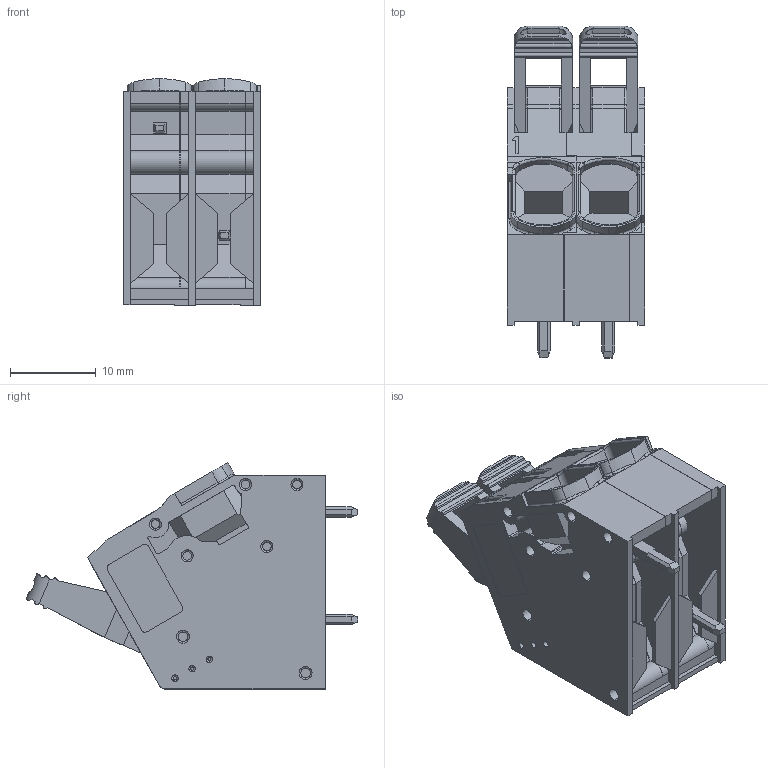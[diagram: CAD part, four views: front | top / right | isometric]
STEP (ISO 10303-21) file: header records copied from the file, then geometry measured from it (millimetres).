
FILE_DESCRIPTION (( 'STEP AP214' ), '1' );
FILE_NAME ('1792229.STEP', '2020-02-26T12:22:44', ( '' ), ( '' ), 'SwSTEP 2.0', 'SolidWorks 2017', '' );
FILE_SCHEMA (( 'AUTOMOTIVE_DESIGN' ));
Length unit declared in the file: millimetre
Products named in the file (1): 1792229
Bounding box: 16 x 38.64 x 26.38 mm (x, y, z)
Volume: 6227.8 mm3; surface area: 7023.6 mm2
Topology: 5 solids, 5 shells, 594 faces, 1615 edges, 1044 vertices
Faces by surface type: plane 369, cylinder 165, torus 42, bspline 18
Entity records: 19093 total; most frequent: CARTESIAN_POINT 4121, ORIENTED_EDGE 3222, DIRECTION 2998, EDGE_CURVE 1611, LINE 1108, VECTOR 1108, VERTEX_POINT 1044, AXIS2_PLACEMENT_3D 945
